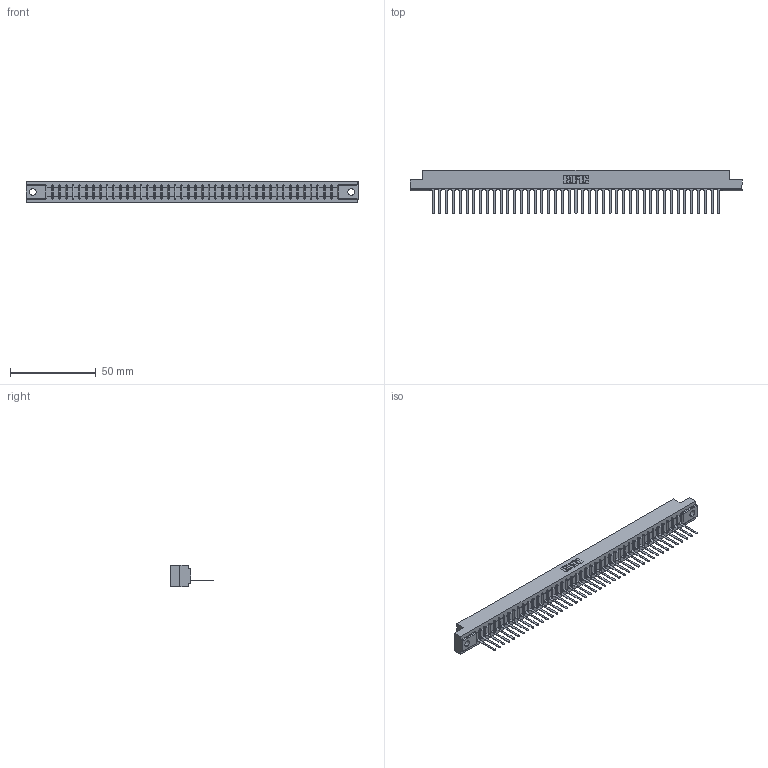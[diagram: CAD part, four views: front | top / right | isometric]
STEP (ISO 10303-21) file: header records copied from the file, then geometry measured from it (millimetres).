
FILE_DESCRIPTION (( 'STEP AP203' ), '1' );
FILE_NAME ('307-043-447-104.STEP', '2020-09-29T19:23:20', ( '' ), ( '' ), 'SwSTEP 2.0', 'SolidWorks 2020', '' );
FILE_SCHEMA (( 'CONFIG_CONTROL_DESIGN' ));
Length unit declared in the file: inch
Products named in the file (3): 307 Part_.156 Dia Mounting Holes; 307-290-001_547; 307-043-447-104
Assembly tree (44 placements, depth 2):
  307-043-447-104
    307 Part_.156 Dia Mounting Holes
    307-290-001_547  x43
Bounding box: 193.4 x 25.43 x 12.7 mm (x, y, z)
Volume: 20076 mm3; surface area: 21713.5 mm2
Topology: 44 solids, 44 shells, 2584 faces, 7325 edges, 4706 vertices
Faces by surface type: plane 1675, cylinder 821, sphere 88
Entity records: 37126 total; most frequent: CARTESIAN_POINT 6258, ORIENTED_EDGE 6242, DIRECTION 6077, EDGE_CURVE 3121, LINE 2403, VECTOR 2403, VERTEX_POINT 2018, AXIS2_PLACEMENT_3D 1837
